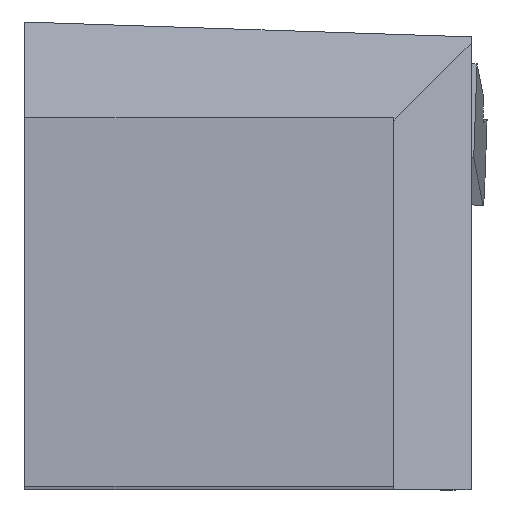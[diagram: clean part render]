
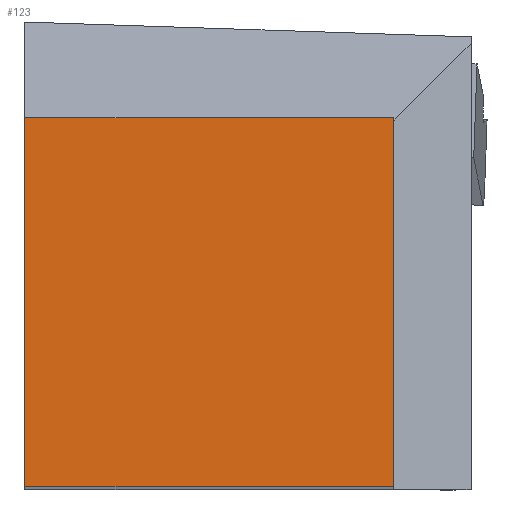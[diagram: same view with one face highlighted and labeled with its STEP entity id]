
A CAD part, top view. The second image highlights one B-rep face of the part: STEP entity #123.
In plain terms, the highlighted planar face has unit normal (0, 0, 1).
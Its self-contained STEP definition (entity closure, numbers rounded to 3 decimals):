
#123=ADVANCED_FACE('',(#217),#168,.T.);
#168=PLANE('',#1022);
#217=FACE_OUTER_BOUND('',#266,.T.);
#266=EDGE_LOOP('',(#508,#509,#510,#511));
#508=ORIENTED_EDGE('',*,*,#733,.F.);
#509=ORIENTED_EDGE('',*,*,#734,.F.);
#510=ORIENTED_EDGE('',*,*,#735,.T.);
#511=ORIENTED_EDGE('',*,*,#736,.F.);
#609=VERTEX_POINT('',#1963);
#610=VERTEX_POINT('',#1964);
#611=VERTEX_POINT('',#1966);
#612=VERTEX_POINT('',#1968);
#733=EDGE_CURVE('',#609,#610,#835,.T.);
#734=EDGE_CURVE('',#611,#609,#836,.T.);
#735=EDGE_CURVE('',#611,#612,#837,.T.);
#736=EDGE_CURVE('',#610,#612,#838,.T.);
#835=LINE('',#1962,#937);
#836=LINE('',#1965,#938);
#837=LINE('',#1967,#939);
#838=LINE('',#1969,#940);
#937=VECTOR('',#1216,1.);
#938=VECTOR('',#1217,1.);
#939=VECTOR('',#1218,1.);
#940=VECTOR('',#1219,1.);
#1022=AXIS2_PLACEMENT_3D('',#1970,#1220,#1221);
#1216=DIRECTION('',(0.,1.,0.));
#1217=DIRECTION('',(-1.,0.,0.));
#1218=DIRECTION('',(0.,1.,0.));
#1219=DIRECTION('',(1.,0.,0.));
#1220=DIRECTION('',(0.,0.,1.));
#1221=DIRECTION('',(0.,-1.,0.));
#1962=CARTESIAN_POINT('',(-12.65,-25.3,109.4));
#1963=CARTESIAN_POINT('',(-12.65,-25.3,109.4));
#1964=CARTESIAN_POINT('',(-12.65,0.,109.4));
#1965=CARTESIAN_POINT('',(12.65,-25.3,109.4));
#1966=CARTESIAN_POINT('',(12.65,-25.3,109.4));
#1967=CARTESIAN_POINT('',(12.65,-25.3,109.4));
#1968=CARTESIAN_POINT('',(12.65,0.,109.4));
#1969=CARTESIAN_POINT('',(12.65,0.,109.4));
#1970=CARTESIAN_POINT('',(12.65,-25.3,109.4));
